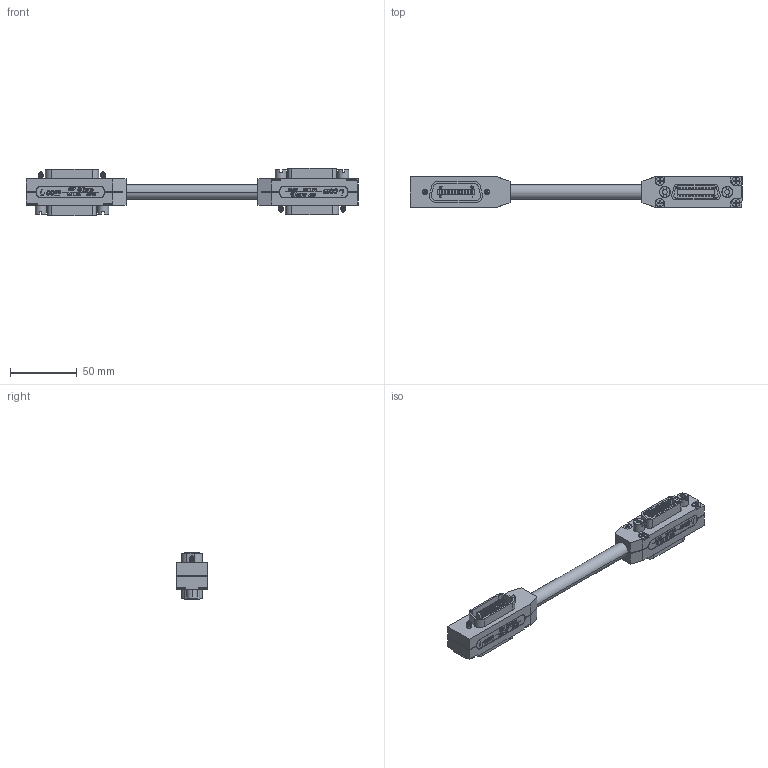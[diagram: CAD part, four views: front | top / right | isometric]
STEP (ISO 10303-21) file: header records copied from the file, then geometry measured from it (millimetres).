
FILE_DESCRIPTION (( 'STEP AP214' ), '1' );
FILE_NAME ('CIF24.STEP', '2020-08-21T12:51:57', ( '' ), ( '' ), 'SwSTEP 2.0', 'SolidWorks 2018', '' );
FILE_SCHEMA (( 'AUTOMOTIVE_DESIGN' ));
Length unit declared in the file: inch
Products named in the file (8): 3AB05-007; 3AC01-018; 3AB05-006; 3AB05-009; 1AJ06-018; CIF24; 3AC03-026; 3AB10-004
Assembly tree (12 placements, depth 3):
  CIF24
    3AC03-026
    3AB05-009  x2
      3AB10-004
      3AB05-007
      3AB05-006
      1AJ06-018
    3AC01-018  x4
Bounding box: 249.2 x 23.11 x 35.4 mm (x, y, z)
Volume: 85693.1 mm3; surface area: 38064.3 mm2
Topology: 15 solids, 15 shells, 3708 faces, 9730 edges, 6460 vertices
Faces by surface type: plane 2774, bspline 652, cylinder 230, cone 52
Entity records: 69121 total; most frequent: CARTESIAN_POINT 19845, ORIENTED_EDGE 7610, DIRECTION 6144, EDGE_CURVE 3805, VECTOR 3216, LINE 3216, VERTEX_POINT 2527, EDGE_LOOP 1622
